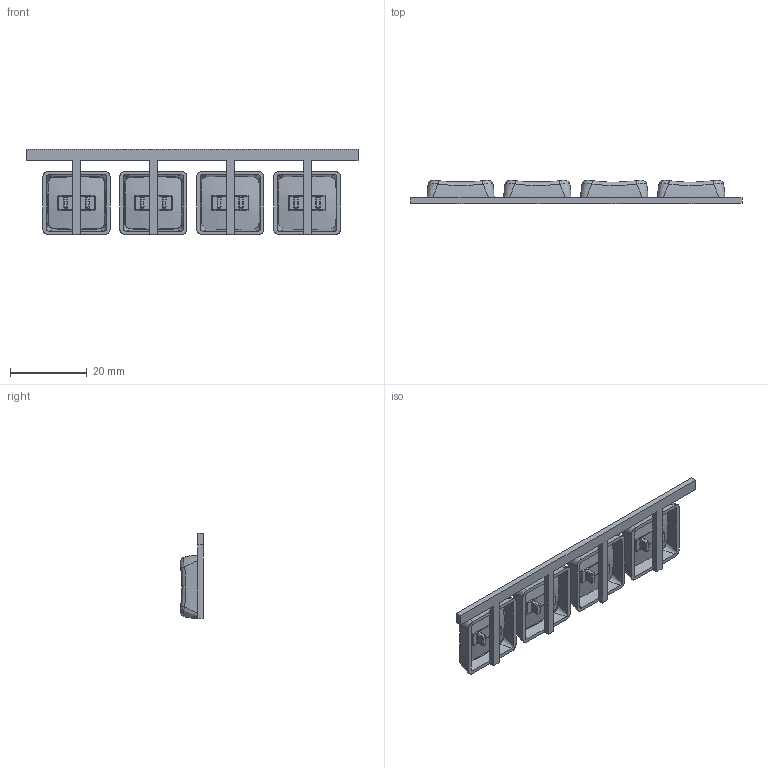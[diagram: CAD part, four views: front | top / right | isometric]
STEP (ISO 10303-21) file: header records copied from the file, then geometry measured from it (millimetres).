
FILE_DESCRIPTION(/* description */ (''),/* implementation_level */ '2;1');
FILE_NAME(/* name */ 'cs-homing-bars-sprue.step',/* time_stamp */ '2022-11-01T13:44:13+02:00',/* author */ (''),/* organization */ (''),/* preprocessor_version */ 'ST-DEVELOPER v19.2',/* originating_system */ 'Autodesk Translation Framework v11.17.0.187',/* authorisation */ '');
FILE_SCHEMA (('AUTOMOTIVE_DESIGN { 1 0 10303 214 3 1 1 }'));
Length unit declared in the file: millimetre
Products named in the file (1): cs-homing-bars-sprue
Bounding box: 86.36 x 5.98 x 22.15 mm (x, y, z)
Volume: 2591.5 mm3; surface area: 5226.1 mm2
Topology: 1 solids, 1 shells, 606 faces, 1628 edges, 1032 vertices
Faces by surface type: plane 386, bspline 220
Entity records: 25166 total; most frequent: CARTESIAN_POINT 11449, ORIENTED_EDGE 3256, DIRECTION 2146, EDGE_CURVE 1628, LINE 1068, VECTOR 1068, VERTEX_POINT 1032, EDGE_LOOP 622
